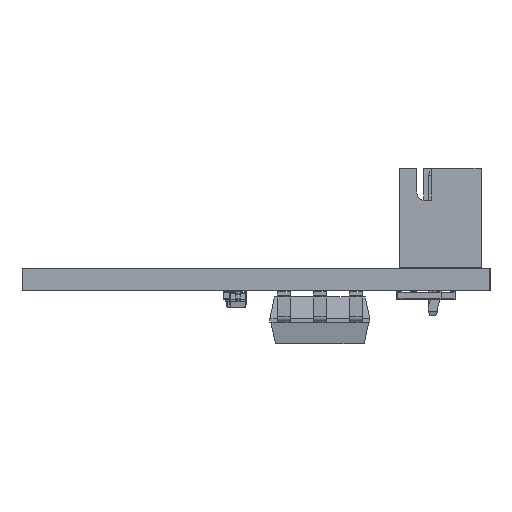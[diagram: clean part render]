
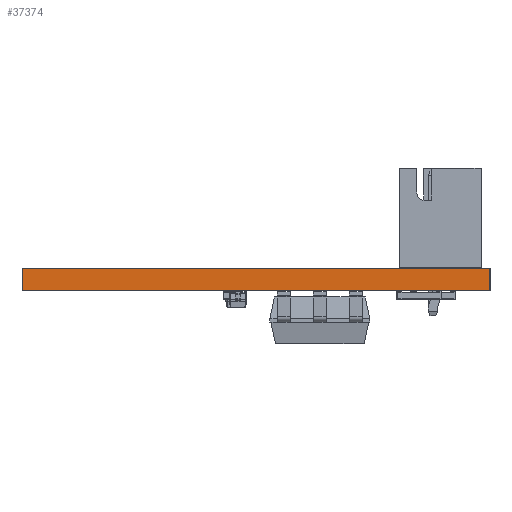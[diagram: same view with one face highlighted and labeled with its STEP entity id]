
A CAD part, left-side view. The second image highlights one B-rep face of the part: STEP entity #37374.
In plain terms, the highlighted planar face has unit normal (-1, 0, 0).
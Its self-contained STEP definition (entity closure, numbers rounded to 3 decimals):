
#37193 = PLANE('',#37194);
#37194 = AXIS2_PLACEMENT_3D('',#37195,#37196,#37197);
#37195 = CARTESIAN_POINT('',(202.,-52.,0.));
#37196 = DIRECTION('',(0.,-1.,0.));
#37197 = DIRECTION('',(-1.,0.,0.));
#37218 = VERTEX_POINT('',#37219);
#37219 = CARTESIAN_POINT('',(122.,-52.,1.6));
#37233 = PLANE('',#37234);
#37234 = AXIS2_PLACEMENT_3D('',#37235,#37236,#37237);
#37235 = CARTESIAN_POINT('',(162.,-35.5,1.6));
#37236 = DIRECTION('',(-0.,-0.,-1.));
#37237 = DIRECTION('',(-1.,0.,0.));
#37245 = EDGE_CURVE('',#37246,#37218,#37248,.T.);
#37246 = VERTEX_POINT('',#37247);
#37247 = CARTESIAN_POINT('',(122.,-52.,0.));
#37248 = SURFACE_CURVE('',#37249,(#37253,#37260),.PCURVE_S1.);
#37249 = LINE('',#37250,#37251);
#37250 = CARTESIAN_POINT('',(122.,-52.,0.));
#37251 = VECTOR('',#37252,1.);
#37252 = DIRECTION('',(0.,0.,1.));
#37253 = PCURVE('',#37193,#37254);
#37254 = DEFINITIONAL_REPRESENTATION('',(#37255),#37259);
#37255 = LINE('',#37256,#37257);
#37256 = CARTESIAN_POINT('',(80.,0.));
#37257 = VECTOR('',#37258,1.);
#37258 = DIRECTION('',(0.,-1.));
#37259 = ( GEOMETRIC_REPRESENTATION_CONTEXT(2) 
PARAMETRIC_REPRESENTATION_CONTEXT() REPRESENTATION_CONTEXT('2D SPACE',''
  ) );
#37260 = PCURVE('',#37261,#37266);
#37261 = PLANE('',#37262);
#37262 = AXIS2_PLACEMENT_3D('',#37263,#37264,#37265);
#37263 = CARTESIAN_POINT('',(122.,-52.,0.));
#37264 = DIRECTION('',(-1.,0.,0.));
#37265 = DIRECTION('',(0.,1.,0.));
#37266 = DEFINITIONAL_REPRESENTATION('',(#37267),#37271);
#37267 = LINE('',#37268,#37269);
#37268 = CARTESIAN_POINT('',(0.,0.));
#37269 = VECTOR('',#37270,1.);
#37270 = DIRECTION('',(0.,-1.));
#37271 = ( GEOMETRIC_REPRESENTATION_CONTEXT(2) 
PARAMETRIC_REPRESENTATION_CONTEXT() REPRESENTATION_CONTEXT('2D SPACE',''
  ) );
#37287 = PLANE('',#37288);
#37288 = AXIS2_PLACEMENT_3D('',#37289,#37290,#37291);
#37289 = CARTESIAN_POINT('',(162.,-35.5,0.));
#37290 = DIRECTION('',(-0.,-0.,-1.));
#37291 = DIRECTION('',(-1.,0.,0.));
#37320 = PLANE('',#37321);
#37321 = AXIS2_PLACEMENT_3D('',#37322,#37323,#37324);
#37322 = CARTESIAN_POINT('',(122.,-19.,0.));
#37323 = DIRECTION('',(0.,1.,0.));
#37324 = DIRECTION('',(1.,0.,0.));
#37374 = ADVANCED_FACE('',(#37375),#37261,.T.);
#37375 = FACE_BOUND('',#37376,.T.);
#37376 = EDGE_LOOP('',(#37377,#37378,#37401,#37424));
#37377 = ORIENTED_EDGE('',*,*,#37245,.T.);
#37378 = ORIENTED_EDGE('',*,*,#37379,.T.);
#37379 = EDGE_CURVE('',#37218,#37380,#37382,.T.);
#37380 = VERTEX_POINT('',#37381);
#37381 = CARTESIAN_POINT('',(122.,-19.,1.6));
#37382 = SURFACE_CURVE('',#37383,(#37387,#37394),.PCURVE_S1.);
#37383 = LINE('',#37384,#37385);
#37384 = CARTESIAN_POINT('',(122.,-52.,1.6));
#37385 = VECTOR('',#37386,1.);
#37386 = DIRECTION('',(0.,1.,0.));
#37387 = PCURVE('',#37261,#37388);
#37388 = DEFINITIONAL_REPRESENTATION('',(#37389),#37393);
#37389 = LINE('',#37390,#37391);
#37390 = CARTESIAN_POINT('',(0.,-1.6));
#37391 = VECTOR('',#37392,1.);
#37392 = DIRECTION('',(1.,0.));
#37393 = ( GEOMETRIC_REPRESENTATION_CONTEXT(2) 
PARAMETRIC_REPRESENTATION_CONTEXT() REPRESENTATION_CONTEXT('2D SPACE',''
  ) );
#37394 = PCURVE('',#37233,#37395);
#37395 = DEFINITIONAL_REPRESENTATION('',(#37396),#37400);
#37396 = LINE('',#37397,#37398);
#37397 = CARTESIAN_POINT('',(40.,-16.5));
#37398 = VECTOR('',#37399,1.);
#37399 = DIRECTION('',(0.,1.));
#37400 = ( GEOMETRIC_REPRESENTATION_CONTEXT(2) 
PARAMETRIC_REPRESENTATION_CONTEXT() REPRESENTATION_CONTEXT('2D SPACE',''
  ) );
#37401 = ORIENTED_EDGE('',*,*,#37402,.F.);
#37402 = EDGE_CURVE('',#37403,#37380,#37405,.T.);
#37403 = VERTEX_POINT('',#37404);
#37404 = CARTESIAN_POINT('',(122.,-19.,0.));
#37405 = SURFACE_CURVE('',#37406,(#37410,#37417),.PCURVE_S1.);
#37406 = LINE('',#37407,#37408);
#37407 = CARTESIAN_POINT('',(122.,-19.,0.));
#37408 = VECTOR('',#37409,1.);
#37409 = DIRECTION('',(0.,0.,1.));
#37410 = PCURVE('',#37261,#37411);
#37411 = DEFINITIONAL_REPRESENTATION('',(#37412),#37416);
#37412 = LINE('',#37413,#37414);
#37413 = CARTESIAN_POINT('',(33.,0.));
#37414 = VECTOR('',#37415,1.);
#37415 = DIRECTION('',(0.,-1.));
#37416 = ( GEOMETRIC_REPRESENTATION_CONTEXT(2) 
PARAMETRIC_REPRESENTATION_CONTEXT() REPRESENTATION_CONTEXT('2D SPACE',''
  ) );
#37417 = PCURVE('',#37320,#37418);
#37418 = DEFINITIONAL_REPRESENTATION('',(#37419),#37423);
#37419 = LINE('',#37420,#37421);
#37420 = CARTESIAN_POINT('',(0.,0.));
#37421 = VECTOR('',#37422,1.);
#37422 = DIRECTION('',(0.,-1.));
#37423 = ( GEOMETRIC_REPRESENTATION_CONTEXT(2) 
PARAMETRIC_REPRESENTATION_CONTEXT() REPRESENTATION_CONTEXT('2D SPACE',''
  ) );
#37424 = ORIENTED_EDGE('',*,*,#37425,.F.);
#37425 = EDGE_CURVE('',#37246,#37403,#37426,.T.);
#37426 = SURFACE_CURVE('',#37427,(#37431,#37438),.PCURVE_S1.);
#37427 = LINE('',#37428,#37429);
#37428 = CARTESIAN_POINT('',(122.,-52.,0.));
#37429 = VECTOR('',#37430,1.);
#37430 = DIRECTION('',(0.,1.,0.));
#37431 = PCURVE('',#37261,#37432);
#37432 = DEFINITIONAL_REPRESENTATION('',(#37433),#37437);
#37433 = LINE('',#37434,#37435);
#37434 = CARTESIAN_POINT('',(0.,0.));
#37435 = VECTOR('',#37436,1.);
#37436 = DIRECTION('',(1.,0.));
#37437 = ( GEOMETRIC_REPRESENTATION_CONTEXT(2) 
PARAMETRIC_REPRESENTATION_CONTEXT() REPRESENTATION_CONTEXT('2D SPACE',''
  ) );
#37438 = PCURVE('',#37287,#37439);
#37439 = DEFINITIONAL_REPRESENTATION('',(#37440),#37444);
#37440 = LINE('',#37441,#37442);
#37441 = CARTESIAN_POINT('',(40.,-16.5));
#37442 = VECTOR('',#37443,1.);
#37443 = DIRECTION('',(0.,1.));
#37444 = ( GEOMETRIC_REPRESENTATION_CONTEXT(2) 
PARAMETRIC_REPRESENTATION_CONTEXT() REPRESENTATION_CONTEXT('2D SPACE',''
  ) );
